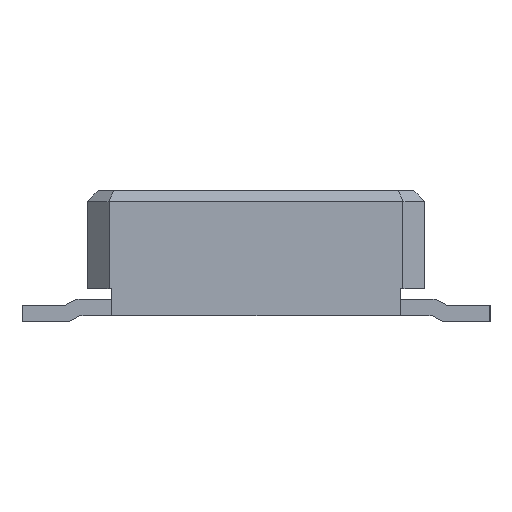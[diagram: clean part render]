
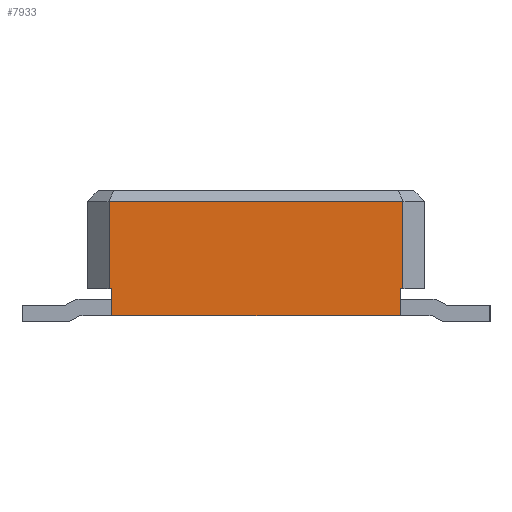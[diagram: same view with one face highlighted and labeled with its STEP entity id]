
A CAD part, left-side view. The second image highlights one B-rep face of the part: STEP entity #7933.
In plain terms, the highlighted planar face has unit normal (-1, 0, 0).
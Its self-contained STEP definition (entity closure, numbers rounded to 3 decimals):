
#862=ORIENTED_EDGE('',*,*,#3110,.T.);
#863=ORIENTED_EDGE('',*,*,#3111,.T.);
#864=ORIENTED_EDGE('',*,*,#3112,.T.);
#865=ORIENTED_EDGE('',*,*,#3113,.F.);
#866=ORIENTED_EDGE('',*,*,#3092,.F.);
#867=ORIENTED_EDGE('',*,*,#2572,.F.);
#868=ORIENTED_EDGE('',*,*,#3114,.F.);
#869=ORIENTED_EDGE('',*,*,#3115,.F.);
#2572=EDGE_CURVE('',#3744,#3745,#4500,.T.);
#3092=EDGE_CURVE('',#3745,#4173,#5020,.T.);
#3110=EDGE_CURVE('',#4187,#4188,#5038,.T.);
#3111=EDGE_CURVE('',#4188,#4189,#5039,.T.);
#3112=EDGE_CURVE('',#4189,#4190,#5040,.T.);
#3113=EDGE_CURVE('',#4173,#4190,#5041,.T.);
#3114=EDGE_CURVE('',#4191,#3744,#5042,.T.);
#3115=EDGE_CURVE('',#4187,#4191,#5043,.T.);
#3744=VERTEX_POINT('',#10728);
#3745=VERTEX_POINT('',#10730);
#4173=VERTEX_POINT('',#11770);
#4187=VERTEX_POINT('',#11807);
#4188=VERTEX_POINT('',#11808);
#4189=VERTEX_POINT('',#11810);
#4190=VERTEX_POINT('',#11812);
#4191=VERTEX_POINT('',#11815);
#4500=LINE('',#10729,#5660);
#5020=LINE('',#11769,#6180);
#5038=LINE('',#11806,#6198);
#5039=LINE('',#11809,#6199);
#5040=LINE('',#11811,#6200);
#5041=LINE('',#11813,#6201);
#5042=LINE('',#11814,#6202);
#5043=LINE('',#11816,#6203);
#5660=VECTOR('',#8697,1000.);
#6180=VECTOR('',#9401,1000.);
#6198=VECTOR('',#9429,1000.);
#6199=VECTOR('',#9430,1000.);
#6200=VECTOR('',#9431,1000.);
#6201=VECTOR('',#9432,1000.);
#6202=VECTOR('',#9433,1000.);
#6203=VECTOR('',#9434,1000.);
#6854=EDGE_LOOP('',(#862,#863,#864,#865,#866,#867,#868,#869));
#7216=FACE_BOUND('',#6854,.T.);
#7578=PLANE('',#8321);
#7933=ADVANCED_FACE('',(#7216),#7578,.F.);
#8321=AXIS2_PLACEMENT_3D('',#11805,#9427,#9428);
#8697=DIRECTION('',(0.,1.,0.));
#9401=DIRECTION('',(0.,0.,1.));
#9427=DIRECTION('',(1.,0.,0.));
#9428=DIRECTION('',(0.,1.,0.));
#9429=DIRECTION('',(0.,0.,1.));
#9430=DIRECTION('',(0.,1.,0.));
#9431=DIRECTION('',(0.,0.,-1.));
#9432=DIRECTION('',(0.,1.,0.));
#9433=DIRECTION('',(0.,0.,-1.));
#9434=DIRECTION('',(0.,1.,0.));
#10728=CARTESIAN_POINT('',(-4.5,-1.325,-0.575));
#10729=CARTESIAN_POINT('',(-4.5,-1.55,-0.575));
#10730=CARTESIAN_POINT('',(-4.5,1.325,-0.575));
#11769=CARTESIAN_POINT('',(-4.5,1.325,-0.575));
#11770=CARTESIAN_POINT('',(-4.5,1.325,-0.325));
#11805=CARTESIAN_POINT('',(-4.5,0.,0.));
#11806=CARTESIAN_POINT('',(-4.5,-1.35,0.));
#11807=CARTESIAN_POINT('',(-4.5,-1.35,-0.325));
#11808=CARTESIAN_POINT('',(-4.5,-1.35,0.475));
#11809=CARTESIAN_POINT('',(-4.5,0.,0.475));
#11810=CARTESIAN_POINT('',(-4.5,1.35,0.475));
#11811=CARTESIAN_POINT('',(-4.5,1.35,0.));
#11812=CARTESIAN_POINT('',(-4.5,1.35,-0.325));
#11813=CARTESIAN_POINT('',(-4.5,1.325,-0.325));
#11814=CARTESIAN_POINT('',(-4.5,-1.325,-0.325));
#11815=CARTESIAN_POINT('',(-4.5,-1.325,-0.325));
#11816=CARTESIAN_POINT('',(-4.5,-1.55,-0.325));
